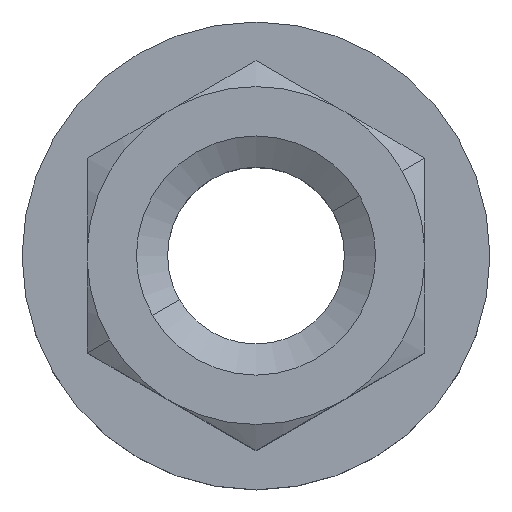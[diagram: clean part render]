
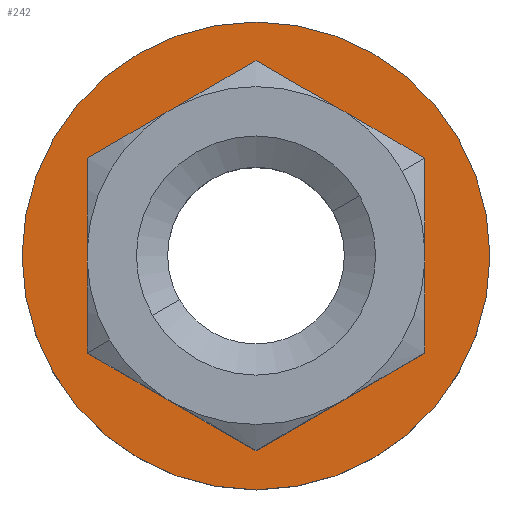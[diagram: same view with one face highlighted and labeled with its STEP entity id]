
A CAD part, top view. The second image highlights one B-rep face of the part: STEP entity #242.
In plain terms, the highlighted planar face has unit normal (0, 0, 1).
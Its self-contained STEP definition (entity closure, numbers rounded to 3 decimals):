
#242=ADVANCED_FACE('',(#641,#642),#643,.T.);
#244=EDGE_CURVE('',#368,#372,#645,.T.);
#258=EDGE_CURVE('',#276,#308,#659,.T.);
#268=EDGE_CURVE('',#528,#382,#669,.T.);
#270=VERTEX_POINT('',#671);
#276=VERTEX_POINT('',#678);
#284=EDGE_CURVE('',#372,#528,#686,.T.);
#308=VERTEX_POINT('',#713);
#318=VERTEX_POINT('',#725);
#360=EDGE_CURVE('',#382,#318,#769,.T.);
#368=VERTEX_POINT('',#777);
#372=VERTEX_POINT('',#781);
#382=VERTEX_POINT('',#792);
#428=EDGE_CURVE('',#318,#270,#846,.T.);
#526=EDGE_CURVE('',#270,#368,#957,.T.);
#528=VERTEX_POINT('',#959);
#584=EDGE_CURVE('',#308,#276,#1021,.T.);
#641=FACE_OUTER_BOUND('',#1094,.T.);
#642=FACE_BOUND('',#1095,.T.);
#643=PLANE('',#1096);
#645=LINE('',#1099,#1100);
#659=CIRCLE('',#1124,9.0);
#669=LINE('',#1137,#1138);
#671=CARTESIAN_POINT('',(-6.495,3.75,3.5));
#678=CARTESIAN_POINT('',(-7.794,-4.5,3.5));
#686=LINE('',#1158,#1159);
#713=CARTESIAN_POINT('',(7.794,4.5,3.5));
#725=CARTESIAN_POINT('',(0.,7.5,3.5));
#769=LINE('',#1306,#1307);
#777=CARTESIAN_POINT('',(-6.495,-3.75,3.5));
#781=CARTESIAN_POINT('',(0.,-7.5,3.5));
#792=CARTESIAN_POINT('',(6.495,3.75,3.5));
#846=LINE('',#1444,#1445);
#957=LINE('',#1652,#1653);
#959=CARTESIAN_POINT('',(6.495,-3.75,3.5));
#1021=CIRCLE('',#1763,9.0);
#1094=EDGE_LOOP('',(#1812,#1813));
#1095=EDGE_LOOP('',(#1814,#1815,#1816,#1817,#1818,#1819));
#1096=AXIS2_PLACEMENT_3D('',#1820,#1821,#1822);
#1099=CARTESIAN_POINT('',(-3.031,-5.75,3.5));
#1100=VECTOR('',#1823,1.0);
#1124=AXIS2_PLACEMENT_3D('',#1831,#1832,#1833);
#1137=CARTESIAN_POINT('',(6.495,0.25,3.5));
#1138=VECTOR('',#1835,1.0);
#1158=CARTESIAN_POINT('',(2.057,-6.313,3.5));
#1159=VECTOR('',#1845,1.0);
#1306=CARTESIAN_POINT('',(0.217,7.375,3.5));
#1307=VECTOR('',#1932,1.0);
#1444=CARTESIAN_POINT('',(-7.686,3.062,3.5));
#1445=VECTOR('',#2026,1.0);
#1652=CARTESIAN_POINT('',(-6.495,-3.5,3.5));
#1653=VECTOR('',#2172,1.0);
#1763=AXIS2_PLACEMENT_3D('',#2229,#2230,#2231);
#1812=ORIENTED_EDGE('',*,*,#258,.T.);
#1813=ORIENTED_EDGE('',*,*,#584,.T.);
#1814=ORIENTED_EDGE('',*,*,#284,.F.);
#1815=ORIENTED_EDGE('',*,*,#244,.F.);
#1816=ORIENTED_EDGE('',*,*,#526,.F.);
#1817=ORIENTED_EDGE('',*,*,#428,.F.);
#1818=ORIENTED_EDGE('',*,*,#360,.F.);
#1819=ORIENTED_EDGE('',*,*,#268,.F.);
#1820=CARTESIAN_POINT('',(-5.629,-3.25,3.5));
#1821=DIRECTION('',(0.,0.,1.0));
#1822=DIRECTION('',(0.866,0.5,0.0));
#1823=DIRECTION('',(0.866,-0.5,0.));
#1831=CARTESIAN_POINT('',(0.,0.,3.5));
#1832=DIRECTION('',(0.,0.,1.0));
#1833=DIRECTION('',(-0.866,-0.5,0.));
#1835=DIRECTION('',(0.0,1.0,0.));
#1845=DIRECTION('',(0.866,0.5,0.));
#1932=DIRECTION('',(-0.866,0.5,0.));
#2026=DIRECTION('',(-0.866,-0.5,0.));
#2172=DIRECTION('',(0.0,-1.0,0.));
#2229=CARTESIAN_POINT('',(0.,0.,3.5));
#2230=DIRECTION('',(0.,0.,1.0));
#2231=DIRECTION('',(-0.866,-0.5,0.));
